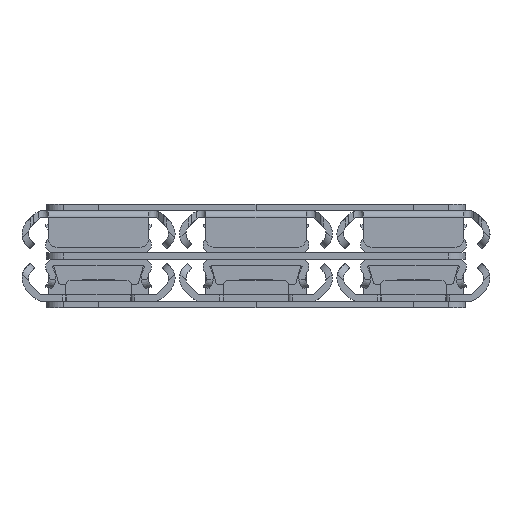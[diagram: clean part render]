
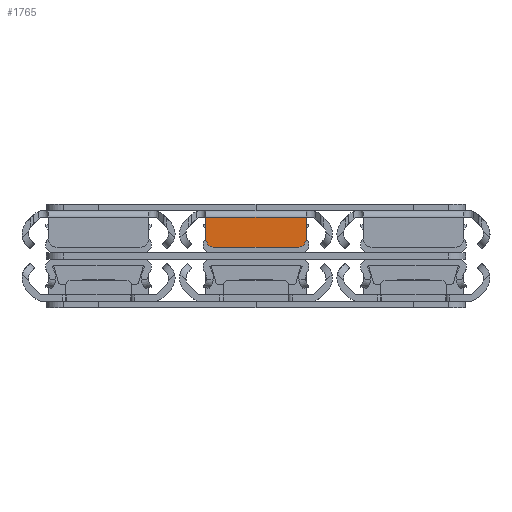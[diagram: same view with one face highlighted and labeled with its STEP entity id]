
A CAD part, left-side view. The second image highlights one B-rep face of the part: STEP entity #1765.
In plain terms, the highlighted face is planar.
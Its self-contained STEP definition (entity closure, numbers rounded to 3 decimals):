
#53 = EDGE_CURVE ( 'NONE', #289, #4552, #5129, .T. ) ;
#66 = CARTESIAN_POINT ( 'NONE',  ( 4.9, -9.5, -406.4 ) ) ;
#289 = VERTEX_POINT ( 'NONE', #4167 ) ;
#502 = CARTESIAN_POINT ( 'NONE',  ( 0., 11.5, -406.4 ) ) ;
#508 = CIRCLE ( 'NONE', #5781, 2. ) ;
#547 = ORIENTED_EDGE ( 'NONE', *, *, #4401, .T. ) ;
#595 = AXIS2_PLACEMENT_3D ( 'NONE', #6922, #6952, #7528 ) ;
#895 = LINE ( 'NONE', #2105, #3929 ) ;
#969 = VERTEX_POINT ( 'NONE', #3458 ) ;
#998 = ORIENTED_EDGE ( 'NONE', *, *, #3824, .F. ) ;
#1036 = EDGE_CURVE ( 'NONE', #4552, #4045, #6796, .T. ) ;
#1639 = CARTESIAN_POINT ( 'NONE',  ( -2.5, -11.5, -406.4 ) ) ;
#1765 = ADVANCED_FACE ( 'NONE', ( #3078 ), #3940, .F. ) ;
#1857 = DIRECTION ( 'NONE',  ( 0., 0., 1. ) ) ;
#1969 = EDGE_LOOP ( 'NONE', ( #2144, #547, #7025, #7330, #998, #4801 ) ) ;
#2105 = CARTESIAN_POINT ( 'NONE',  ( -2.5, 11.5, -406.4 ) ) ;
#2144 = ORIENTED_EDGE ( 'NONE', *, *, #4760, .F. ) ;
#2525 = CARTESIAN_POINT ( 'NONE',  ( 0., 0., -406.4 ) ) ;
#2866 = DIRECTION ( 'NONE',  ( 0., 0., 1. ) ) ;
#3078 = FACE_OUTER_BOUND ( 'NONE', #1969, .T. ) ;
#3458 = CARTESIAN_POINT ( 'NONE',  ( 4.9, -11.5, -406.4 ) ) ;
#3824 = EDGE_CURVE ( 'NONE', #969, #289, #508, .T. ) ;
#3929 = VECTOR ( 'NONE', #6877, 1000. ) ;
#3940 = PLANE ( 'NONE',  #595 ) ;
#3984 = CARTESIAN_POINT ( 'NONE',  ( 0., -11.5, -406.4 ) ) ;
#4008 = DIRECTION ( 'NONE',  ( 0., 1., 0. ) ) ;
#4045 = VERTEX_POINT ( 'NONE', #7154 ) ;
#4167 = CARTESIAN_POINT ( 'NONE',  ( 6.9, -9.5, -406.4 ) ) ;
#4357 = DIRECTION ( 'NONE',  ( 0., -1., 0. ) ) ;
#4375 = VECTOR ( 'NONE', #4561, 1000. ) ;
#4401 = EDGE_CURVE ( 'NONE', #5034, #4045, #895, .T. ) ;
#4552 = VERTEX_POINT ( 'NONE', #6970 ) ;
#4561 = DIRECTION ( 'NONE',  ( -1., 0., 0. ) ) ;
#4760 = EDGE_CURVE ( 'NONE', #5034, #6034, #7465, .T. ) ;
#4801 = ORIENTED_EDGE ( 'NONE', *, *, #6110, .T. ) ;
#5034 = VERTEX_POINT ( 'NONE', #502 ) ;
#5129 = LINE ( 'NONE', #6898, #7543 ) ;
#5311 = DIRECTION ( 'NONE',  ( -1., 0., 0. ) ) ;
#5781 = AXIS2_PLACEMENT_3D ( 'NONE', #66, #1857, #6005 ) ;
#5886 = VECTOR ( 'NONE', #4357, 1000. ) ;
#5954 = AXIS2_PLACEMENT_3D ( 'NONE', #7020, #2866, #5311 ) ;
#5962 = LINE ( 'NONE', #1639, #4375 ) ;
#6005 = DIRECTION ( 'NONE',  ( 1., 0., 0. ) ) ;
#6034 = VERTEX_POINT ( 'NONE', #3984 ) ;
#6110 = EDGE_CURVE ( 'NONE', #969, #6034, #5962, .T. ) ;
#6796 = CIRCLE ( 'NONE', #5954, 2. ) ;
#6877 = DIRECTION ( 'NONE',  ( 1., 0., 0. ) ) ;
#6898 = CARTESIAN_POINT ( 'NONE',  ( 6.9, 0., -406.4 ) ) ;
#6922 = CARTESIAN_POINT ( 'NONE',  ( 1.5, 12.665, -406.4 ) ) ;
#6952 = DIRECTION ( 'NONE',  ( 0., 0., 1. ) ) ;
#6970 = CARTESIAN_POINT ( 'NONE',  ( 6.9, 9.5, -406.4 ) ) ;
#7020 = CARTESIAN_POINT ( 'NONE',  ( 4.9, 9.5, -406.4 ) ) ;
#7025 = ORIENTED_EDGE ( 'NONE', *, *, #1036, .F. ) ;
#7154 = CARTESIAN_POINT ( 'NONE',  ( 4.9, 11.5, -406.4 ) ) ;
#7330 = ORIENTED_EDGE ( 'NONE', *, *, #53, .F. ) ;
#7465 = LINE ( 'NONE', #2525, #5886 ) ;
#7528 = DIRECTION ( 'NONE',  ( 1., 0., 0. ) ) ;
#7543 = VECTOR ( 'NONE', #4008, 1000. ) ;
